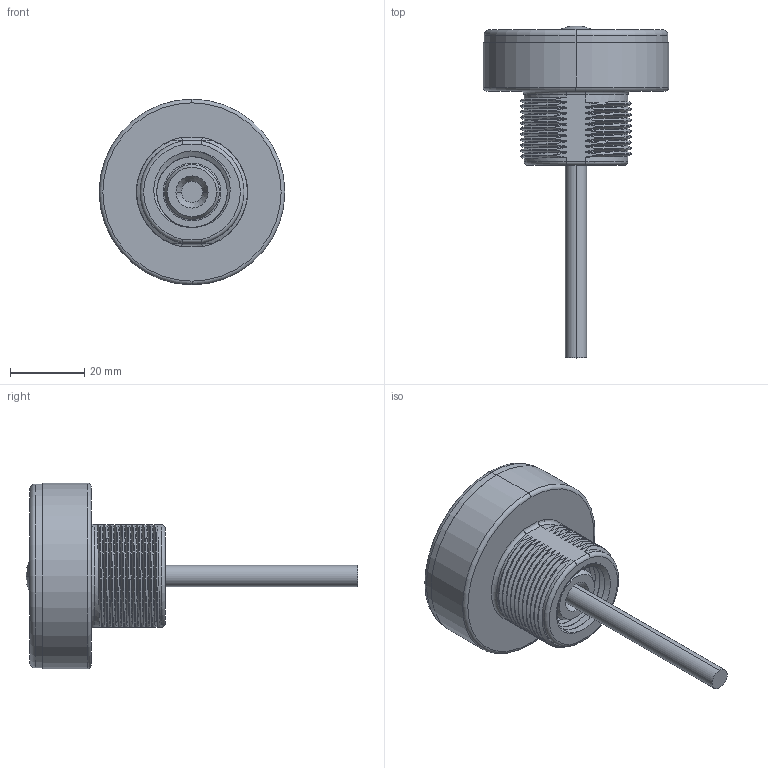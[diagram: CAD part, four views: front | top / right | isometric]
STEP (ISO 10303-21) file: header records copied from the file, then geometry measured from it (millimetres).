
FILE_DESCRIPTION((''),'2;1');
FILE_NAME('151344_SW','2010-03-25T',('banengservice'),('BANNER ENGINEERING'),'PRO/ENGINEER BY PARAMETRIC TECHNOLOGY CORPORATION, 2009141','PRO/ENGINEER BY PARAMETRIC TECHNOLOGY CORPORATION, 2009141','');
FILE_SCHEMA(('CONFIG_CONTROL_DESIGN'));
Length unit declared in the file: inch
Products named in the file (1): 151344_SW
Bounding box: 50 x 89.4 x 50 mm (x, y, z)
Volume: 44437.6 mm3; surface area: 11306.8 mm2
Topology: 1 solids, 1 shells, 146 faces, 389 edges, 252 vertices
Faces by surface type: bspline 67, cylinder 50, plane 13, torus 10, cone 4, sphere 2
Entity records: 12492 total; most frequent: CARTESIAN_POINT 9368, ORIENTED_EDGE 774, DIRECTION 407, EDGE_CURVE 387, VERTEX_POINT 252, B_SPLINE_CURVE_WITH_KNOTS 199, EDGE_LOOP 155, FACE_OUTER_BOUND 146
